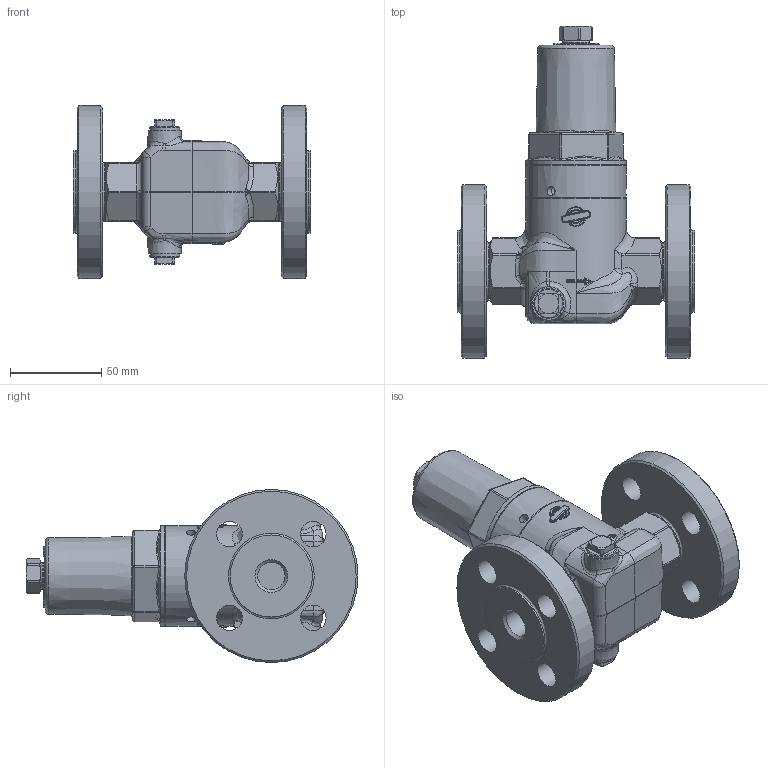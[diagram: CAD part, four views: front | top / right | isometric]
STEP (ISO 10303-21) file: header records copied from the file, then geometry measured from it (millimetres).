
FILE_DESCRIPTION(/* description */ (''),/* implementation_level */ '2;1');
FILE_NAME(/* name */ '082502.stp',/* time_stamp */ '2014-09-11T15:44:40+02:00',/* author */ ('powierski'),/* organization */ (''),/* preprocessor_version */ 'ST-DEVELOPER v15.2',/* originating_system */ 'Autodesk Inventor 2014',/* authorisation */ '');
FILE_SCHEMA (('AUTOMOTIVE_DESIGN { 1 0 10303 214 3 1 1 }'));
Products named in the file (1): 082502_Shrinkwrap_2
Bounding box: 130 x 182.08 x 95 mm (x, y, z)
Volume: 584871 mm3; surface area: 95522.9 mm2
Topology: 9 solids, 9 shells, 894 faces, 2249 edges, 1383 vertices
Faces by surface type: bspline 415, plane 197, cylinder 154, cone 53, sphere 38, torus 37
Full cylindrical faces by diameter (mm): 5.1 x3, 10 x2, 10.2 x1, 11 x2, 13.16 x2, 14 x8, 15 x4, 16.5 x2, 32 x2, 45 x2, 46.5 x1, 48 x1, 50 x3, 55 x3, 95 x2
Entity records: 42078 total; most frequent: CARTESIAN_POINT 23430, ORIENTED_EDGE 4272, DIRECTION 2543, EDGE_CURVE 2136, VERTEX_POINT 1371, B_SPLINE_CURVE_WITH_KNOTS 1100, AXIS2_PLACEMENT_3D 1081, EDGE_LOOP 1025
